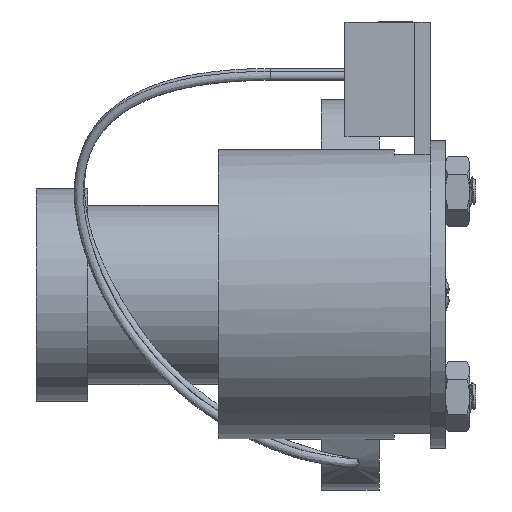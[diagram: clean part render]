
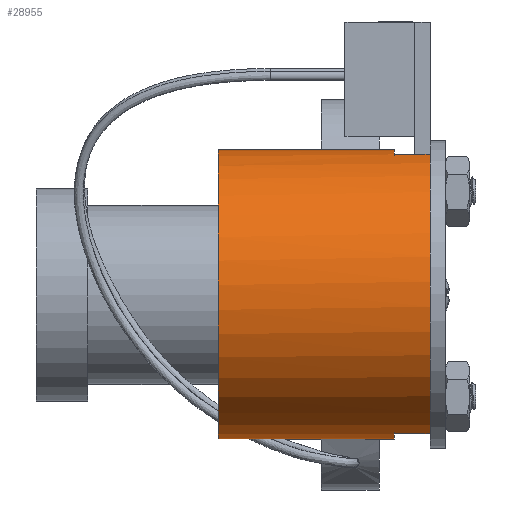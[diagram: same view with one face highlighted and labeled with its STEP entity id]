
A CAD part, left-side view. The second image highlights one B-rep face of the part: STEP entity #28955.
In plain terms, the highlighted cylindrical face has radius 9.525 mm (diameter 19.05 mm), a full revolution.
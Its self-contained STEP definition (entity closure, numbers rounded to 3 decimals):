
#1655 = ORIENTED_EDGE ( 'NONE', *, *, #34403, .T. ) ;
#1817 = CARTESIAN_POINT ( 'NONE',  ( 9.191, 1., 2.5 ) ) ;
#2269 = CARTESIAN_POINT ( 'NONE',  ( 0., 14.94, 0. ) ) ;
#2743 = DIRECTION ( 'NONE',  ( 0., 0., 1. ) ) ;
#3929 = VERTEX_POINT ( 'NONE', #15276 ) ;
#5018 = DIRECTION ( 'NONE',  ( 0., 0., 1. ) ) ;
#5114 = DIRECTION ( 'NONE',  ( 0., 0., 1. ) ) ;
#5561 = VECTOR ( 'NONE', #31552, 1000. ) ;
#6398 = AXIS2_PLACEMENT_3D ( 'NONE', #2269, #10951, #19378 ) ;
#6788 = CARTESIAN_POINT ( 'NONE',  ( 9.191, 14.94, 2.5 ) ) ;
#6986 = VECTOR ( 'NONE', #21013, 1000. ) ;
#9562 = VERTEX_POINT ( 'NONE', #29149 ) ;
#10197 = ORIENTED_EDGE ( 'NONE', *, *, #17138, .T. ) ;
#10284 = VECTOR ( 'NONE', #26160, 1000. ) ;
#10443 = ORIENTED_EDGE ( 'NONE', *, *, #14695, .T. ) ;
#10486 = AXIS2_PLACEMENT_3D ( 'NONE', #28331, #16996, #2743 ) ;
#10622 = DIRECTION ( 'NONE',  ( 0., -1., 0. ) ) ;
#10631 = EDGE_CURVE ( 'NONE', #32109, #11625, #19596, .T. ) ;
#10713 = CARTESIAN_POINT ( 'NONE',  ( 0., 1., 0. ) ) ;
#10951 = DIRECTION ( 'NONE',  ( 0., -1., 0. ) ) ;
#11147 = AXIS2_PLACEMENT_3D ( 'NONE', #15868, #32932, #5114 ) ;
#11209 = CIRCLE ( 'NONE', #36053, 9.525 ) ;
#11225 = CIRCLE ( 'NONE', #11147, 9.525 ) ;
#11622 = VERTEX_POINT ( 'NONE', #13281 ) ;
#11625 = VERTEX_POINT ( 'NONE', #16374 ) ;
#11646 = CARTESIAN_POINT ( 'NONE',  ( -9.191, 14.94, -2.5 ) ) ;
#11899 = VERTEX_POINT ( 'NONE', #1817 ) ;
#12050 = CARTESIAN_POINT ( 'NONE',  ( 0., 3.36, 0. ) ) ;
#13173 = ORIENTED_EDGE ( 'NONE', *, *, #21770, .T. ) ;
#13281 = CARTESIAN_POINT ( 'NONE',  ( 9.191, 3.36, 2.5 ) ) ;
#13407 = ORIENTED_EDGE ( 'NONE', *, *, #25494, .T. ) ;
#13949 = CARTESIAN_POINT ( 'NONE',  ( 9.191, 3.36, -2.5 ) ) ;
#14000 = EDGE_CURVE ( 'NONE', #11899, #11622, #33224, .T. ) ;
#14261 = ORIENTED_EDGE ( 'NONE', *, *, #30803, .F. ) ;
#14695 = EDGE_CURVE ( 'NONE', #9562, #11899, #19558, .T. ) ;
#14785 = DIRECTION ( 'NONE',  ( 0., 0., 1. ) ) ;
#15276 = CARTESIAN_POINT ( 'NONE',  ( -9.191, 3.36, 2.5 ) ) ;
#15707 = AXIS2_PLACEMENT_3D ( 'NONE', #10713, #21884, #5018 ) ;
#15733 = LINE ( 'NONE', #11646, #5561 ) ;
#15868 = CARTESIAN_POINT ( 'NONE',  ( 0., 3.36, 0. ) ) ;
#16374 = CARTESIAN_POINT ( 'NONE',  ( 9.191, 1., -2.5 ) ) ;
#16996 = DIRECTION ( 'NONE',  ( 0., 1., 0. ) ) ;
#17138 = EDGE_CURVE ( 'NONE', #3929, #9562, #20764, .T. ) ;
#19378 = DIRECTION ( 'NONE',  ( 0., 0., -1. ) ) ;
#19558 = CIRCLE ( 'NONE', #10486, 9.525 ) ;
#19596 = LINE ( 'NONE', #29142, #10284 ) ;
#19627 = ORIENTED_EDGE ( 'NONE', *, *, #10631, .T. ) ;
#19723 = AXIS2_PLACEMENT_3D ( 'NONE', #34601, #22627, #25523 ) ;
#20764 = LINE ( 'NONE', #21920, #34170 ) ;
#21013 = DIRECTION ( 'NONE',  ( 0., 1., 0. ) ) ;
#21167 = EDGE_CURVE ( 'NONE', #11622, #32109, #11225, .T. ) ;
#21426 = FACE_OUTER_BOUND ( 'NONE', #24105, .T. ) ;
#21770 = EDGE_CURVE ( 'NONE', #11625, #36795, #35477, .T. ) ;
#21884 = DIRECTION ( 'NONE',  ( 0., 1., 0. ) ) ;
#21920 = CARTESIAN_POINT ( 'NONE',  ( -9.191, 14.94, 2.5 ) ) ;
#22579 = CARTESIAN_POINT ( 'NONE',  ( 0., 14.94, 9.525 ) ) ;
#22627 = DIRECTION ( 'NONE',  ( 0., 1., 0. ) ) ;
#24105 = EDGE_LOOP ( 'NONE', ( #10443, #24136, #35007, #19627, #13173, #1655, #13407, #10197 ) ) ;
#24136 = ORIENTED_EDGE ( 'NONE', *, *, #14000, .T. ) ;
#25449 = CYLINDRICAL_SURFACE ( 'NONE', #6398, 9.525 ) ;
#25494 = EDGE_CURVE ( 'NONE', #35242, #3929, #11209, .T. ) ;
#25523 = DIRECTION ( 'NONE',  ( 0., 0., 1. ) ) ;
#25997 = EDGE_LOOP ( 'NONE', ( #14261 ) ) ;
#26160 = DIRECTION ( 'NONE',  ( 0., -1., 0. ) ) ;
#26222 = DIRECTION ( 'NONE',  ( 0., 1., 0. ) ) ;
#27212 = CARTESIAN_POINT ( 'NONE',  ( -9.191, 1., -2.5 ) ) ;
#28331 = CARTESIAN_POINT ( 'NONE',  ( 0., 1., 0. ) ) ;
#28955 = ADVANCED_FACE ( 'NONE', ( #30339, #21426 ), #25449, .T. ) ;
#29142 = CARTESIAN_POINT ( 'NONE',  ( 9.191, 14.94, -2.5 ) ) ;
#29149 = CARTESIAN_POINT ( 'NONE',  ( -9.191, 1., 2.5 ) ) ;
#30194 = CIRCLE ( 'NONE', #19723, 9.525 ) ;
#30339 = FACE_OUTER_BOUND ( 'NONE', #25997, .T. ) ;
#30803 = EDGE_CURVE ( 'NONE', #35226, #35226, #30194, .T. ) ;
#31552 = DIRECTION ( 'NONE',  ( 0., 1., 0. ) ) ;
#32109 = VERTEX_POINT ( 'NONE', #13949 ) ;
#32932 = DIRECTION ( 'NONE',  ( 0., 1., 0. ) ) ;
#33224 = LINE ( 'NONE', #6788, #6986 ) ;
#34170 = VECTOR ( 'NONE', #10622, 1000. ) ;
#34403 = EDGE_CURVE ( 'NONE', #36795, #35242, #15733, .T. ) ;
#34601 = CARTESIAN_POINT ( 'NONE',  ( 0., 14.94, 0. ) ) ;
#35007 = ORIENTED_EDGE ( 'NONE', *, *, #21167, .T. ) ;
#35226 = VERTEX_POINT ( 'NONE', #22579 ) ;
#35242 = VERTEX_POINT ( 'NONE', #36621 ) ;
#35477 = CIRCLE ( 'NONE', #15707, 9.525 ) ;
#36053 = AXIS2_PLACEMENT_3D ( 'NONE', #12050, #26222, #14785 ) ;
#36621 = CARTESIAN_POINT ( 'NONE',  ( -9.191, 3.36, -2.5 ) ) ;
#36795 = VERTEX_POINT ( 'NONE', #27212 ) ;
